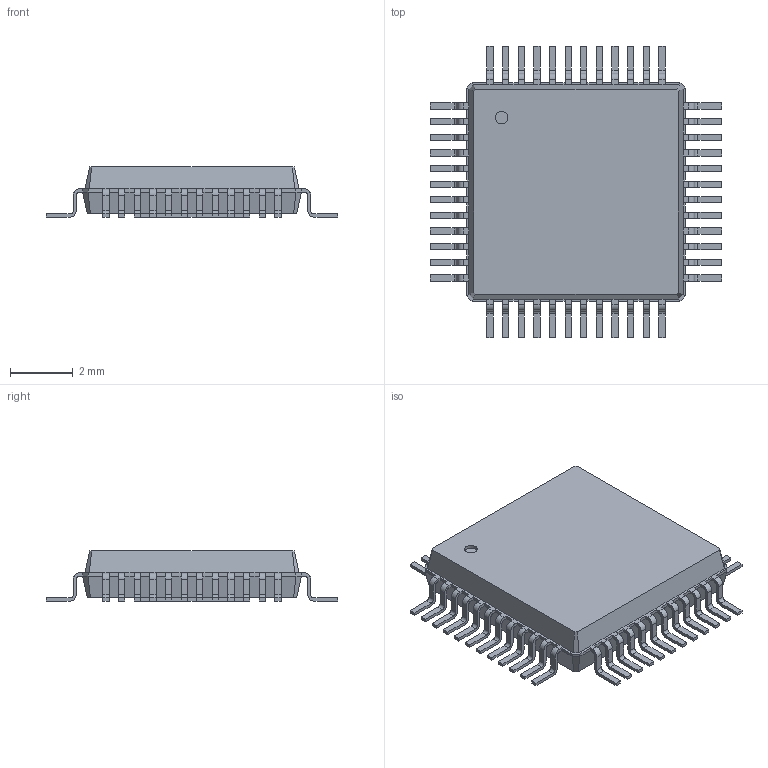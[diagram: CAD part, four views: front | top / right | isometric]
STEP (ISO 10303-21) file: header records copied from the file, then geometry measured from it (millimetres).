
FILE_DESCRIPTION(/* description */ ('model of LQFP-48-1EP_7x7mm_P0.5mm_EP3.6x3.6mm'),/* implementation_level */ '2;1');
FILE_NAME(/* name */ 'LQFP-48-1EP_7x7mm_P0.5mm_EP3.6x3.6mm.step',/* time_stamp */ '2018-11-04T14:47:57',/* author */ ('kicad StepUp','ksu'),/* organization */ ('FreeCAD'),/* preprocessor_version */ 'OCC',/* originating_system */ 'kicad StepUp',/* authorisation */ '');
FILE_SCHEMA(('AUTOMOTIVE_DESIGN { 1 0 10303 214 1 1 1 1 }'));
Length unit declared in the file: millimetre
Products named in the file (1): LQFP_48_1EP_7x7mm_P05mm_EP36x36mm
Bounding box: 9.32 x 9.32 x 1.6 mm (x, y, z)
Volume: 72.2 mm3; surface area: 185.3 mm2
Topology: 1 solids, 1 shells, 761 faces, 2055 edges, 1298 vertices
Faces by surface type: plane 496, cylinder 193, bspline 72
Full cylindrical faces by diameter (mm): 0.4 x1
Entity records: 15121 total; most frequent: ORIENTED_EDGE 3520, EDGE_CURVE 2055, CARTESIAN_POINT 1781, LINE 1301, VERTEX_POINT 1298, AXIS2_PLACEMENT_3D 931, FACE_BOUND 763, EDGE_LOOP 763
